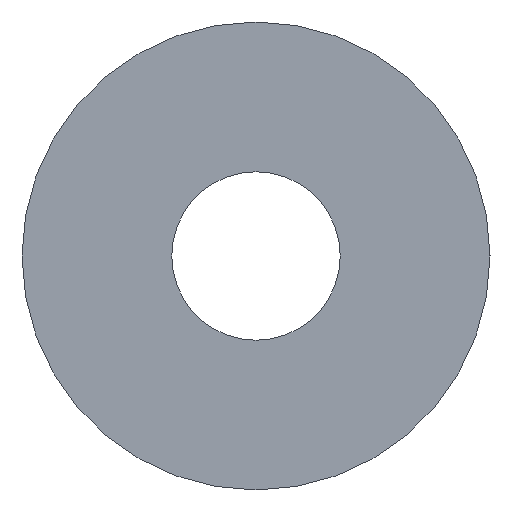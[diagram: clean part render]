
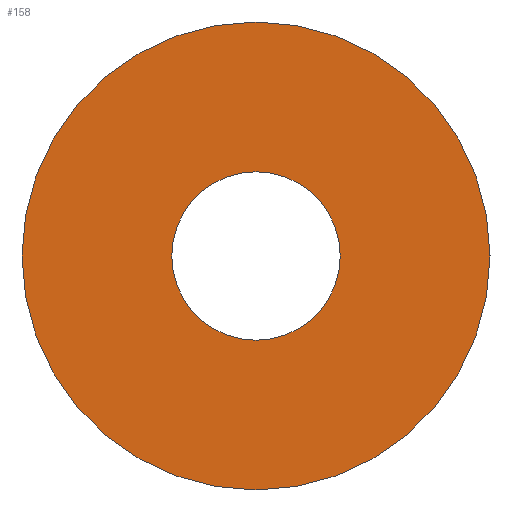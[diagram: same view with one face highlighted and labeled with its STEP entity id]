
A CAD part, left-side view. The second image highlights one B-rep face of the part: STEP entity #158.
In plain terms, the highlighted planar face has unit normal (-1, 0, 0).
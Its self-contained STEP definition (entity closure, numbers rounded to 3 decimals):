
#82 = VERTEX_POINT( '', #197 );
#112 = EDGE_CURVE( '', #134, #82, #232, .T. );
#114 = VERTEX_POINT( '', #234 );
#120 = EDGE_CURVE( '', #114, #140, #241, .T. );
#134 = VERTEX_POINT( '', #256 );
#138 = EDGE_CURVE( '', #82, #134, #260, .T. );
#140 = VERTEX_POINT( '', #262 );
#152 = EDGE_CURVE( '', #140, #114, #276, .T. );
#158 = ADVANCED_FACE( '', ( #282, #283 ), #284, .T. );
#197 = CARTESIAN_POINT( '', ( -88., -8.1, 0. ) );
#232 = CIRCLE( '', #358, 8.1 );
#234 = CARTESIAN_POINT( '', ( -88., 22.5, 0. ) );
#241 = CIRCLE( '', #370, 22.5 );
#256 = CARTESIAN_POINT( '', ( -88., 8.1, 0. ) );
#260 = CIRCLE( '', #397, 8.1 );
#262 = CARTESIAN_POINT( '', ( -88., -22.5, 0. ) );
#276 = CIRCLE( '', #417, 22.5 );
#282 = FACE_BOUND( '', #422, .T. );
#283 = FACE_OUTER_BOUND( '', #423, .T. );
#284 = PLANE( '', #424 );
#358 = AXIS2_PLACEMENT_3D( '', #499, #500, #501 );
#370 = AXIS2_PLACEMENT_3D( '', #511, #512, #513 );
#397 = AXIS2_PLACEMENT_3D( '', #533, #534, #535 );
#417 = AXIS2_PLACEMENT_3D( '', #556, #557, #558 );
#422 = EDGE_LOOP( '', ( #561, #562 ) );
#423 = EDGE_LOOP( '', ( #563, #564 ) );
#424 = AXIS2_PLACEMENT_3D( '', #565, #566, #567 );
#499 = CARTESIAN_POINT( '', ( -88., 0., 0. ) );
#500 = DIRECTION( '', ( -1., 0., 0. ) );
#501 = DIRECTION( '', ( 0., 1., 0. ) );
#511 = CARTESIAN_POINT( '', ( -88., 0., 0. ) );
#512 = DIRECTION( '', ( -1., 0., 0. ) );
#513 = DIRECTION( '', ( 0., 1., 0. ) );
#533 = CARTESIAN_POINT( '', ( -88., 0., 0. ) );
#534 = DIRECTION( '', ( -1., 0., 0. ) );
#535 = DIRECTION( '', ( 0., 1., 0. ) );
#556 = CARTESIAN_POINT( '', ( -88., 0., 0. ) );
#557 = DIRECTION( '', ( -1., 0., 0. ) );
#558 = DIRECTION( '', ( 0., 1., 0. ) );
#561 = ORIENTED_EDGE( '', *, *, #112, .F. );
#562 = ORIENTED_EDGE( '', *, *, #138, .F. );
#563 = ORIENTED_EDGE( '', *, *, #120, .T. );
#564 = ORIENTED_EDGE( '', *, *, #152, .T. );
#565 = CARTESIAN_POINT( '', ( -88., 15.3, 0. ) );
#566 = DIRECTION( '', ( -1., 0., 0. ) );
#567 = DIRECTION( '', ( 0., 1., 0. ) );
